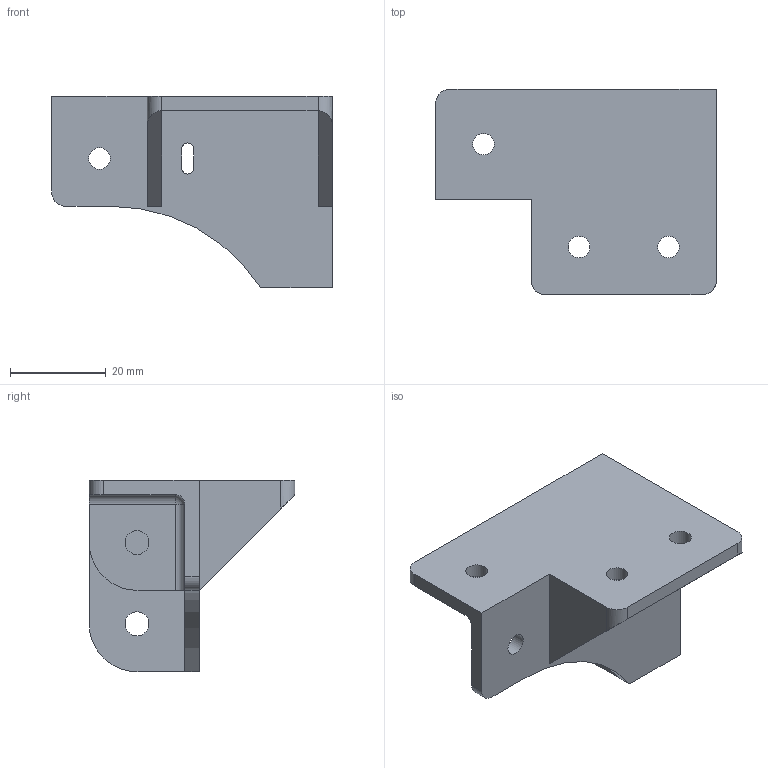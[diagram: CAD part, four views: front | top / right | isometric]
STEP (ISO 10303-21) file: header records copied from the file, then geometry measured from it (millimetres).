
FILE_DESCRIPTION(/* description */ (''),/* implementation_level */ '2;1');
FILE_NAME(/* name */ 'Idler Right.stp',/* time_stamp */ '2019-04-05T09:09:47+01:00',/* author */ ('Ax'),/* organization */ (''),/* preprocessor_version */ 'ST-DEVELOPER v17.2',/* originating_system */ 'Autodesk Inventor 2019',/* authorisation */ '');
FILE_SCHEMA (('AUTOMOTIVE_DESIGN { 1 0 10303 214 3 1 1 }'));
Length unit declared in the file: millimetre
Products named in the file (1): Idler Right
Bounding box: 58.7 x 43 x 40 mm (x, y, z)
Volume: 20836.8 mm3; surface area: 12034.9 mm2
Topology: 1 solids, 1 shells, 68 faces, 192 edges, 129 vertices
Faces by surface type: plane 35, cylinder 28, torus 4, sphere 1
Full cylindrical faces by diameter (mm): 4.5 x4, 5 x4
Entity records: 2322 total; most frequent: DIRECTION 415, CARTESIAN_POINT 390, ORIENTED_EDGE 384, EDGE_CURVE 192, AXIS2_PLACEMENT_3D 154, VERTEX_POINT 129, LINE 107, VECTOR 107
